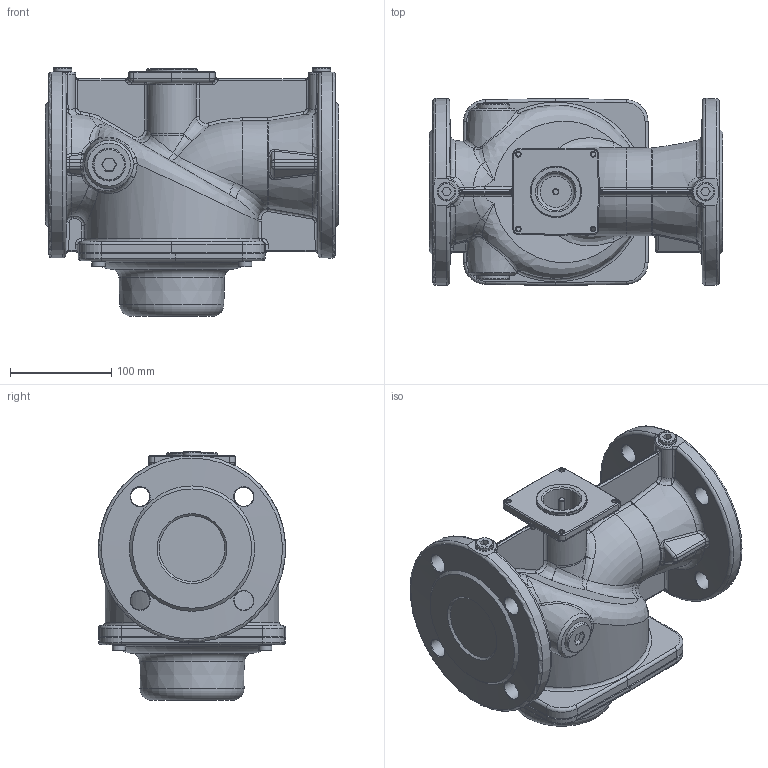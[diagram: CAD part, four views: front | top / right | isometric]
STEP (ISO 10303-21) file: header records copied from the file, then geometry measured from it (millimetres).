
FILE_DESCRIPTION(/* description */ (''),/* implementation_level */ '2;1');
FILE_NAME(/* name */ 'VGF10.65xx.stp',/* time_stamp */ '2016-11-08T10:46:52+01:00',/* author */ (''),/* organization */ (''),/* preprocessor_version */ 'ST-DEVELOPER v15',/* originating_system */ 'SIEMENS PLM Software NX 8.5',/* authorisation */ '');
FILE_SCHEMA (('AUTOMOTIVE_DESIGN { 1 0 10303 214 3 1 1 1 }'));
Length unit declared in the file: millimetre
Products named in the file (1): ront17488AE5bcyc
Bounding box: 290 x 185.02 x 245.8 mm (x, y, z)
Volume: 5135817.3 mm3; surface area: 353839.2 mm2
Topology: 1 solids, 7 shells, 882 faces, 2007 edges, 1147 vertices
Faces by surface type: bspline 283, plane 247, cylinder 181, torus 75, cone 74, sphere 22
Full cylindrical faces by diameter (mm): 4 x8, 4.2 x4, 6 x1, 7.794 x4, 8.4 x4, 9 x2, 13 x8, 18 x2, 18.5 x2, 19 x8, 27 x2, 32 x2, 32.5 x2, 37 x1, 50 x1, 181 x1
Entity records: 37385 total; most frequent: CARTESIAN_POINT 14011, ORIENTED_EDGE 3594, DIRECTION 3246, EDGE_CURVE 1797, AXIS2_PLACEMENT_3D 1357, EDGE_LOOP 1112, VERTEX_POINT 1107, PRESENTATION_STYLE_ASSIGNMENT 883
